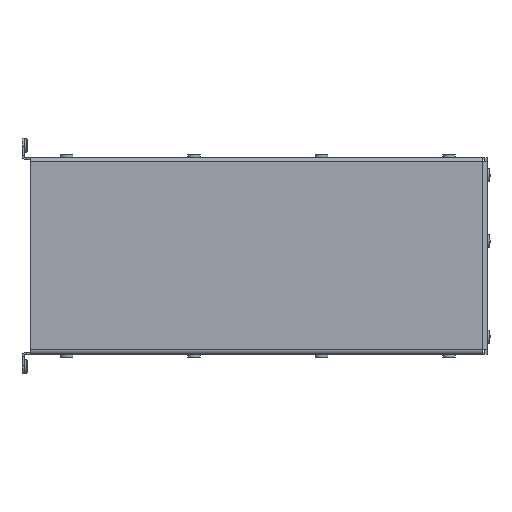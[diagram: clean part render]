
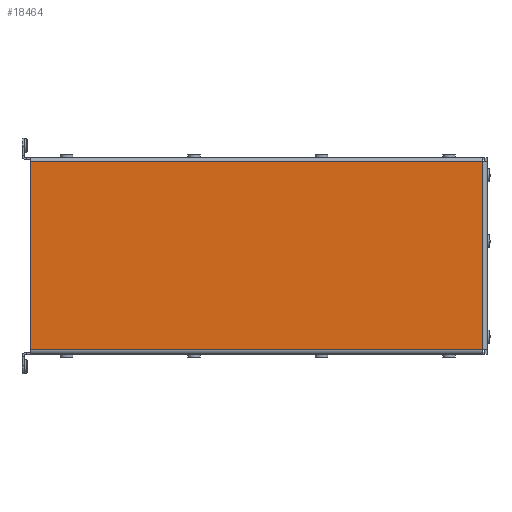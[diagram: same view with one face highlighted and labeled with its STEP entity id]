
A CAD part, top view. The second image highlights one B-rep face of the part: STEP entity #18464.
In plain terms, the highlighted planar face has unit normal (0, 0, 1).
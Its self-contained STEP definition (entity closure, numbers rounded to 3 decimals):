
#2431=FACE_OUTER_BOUND('',#3490,.T.);
#3490=EDGE_LOOP('',(#14900,#14901,#14902,#14903));
#5177=LINE('',#28845,#6706);
#5181=LINE('',#28860,#6710);
#5184=LINE('',#28873,#6713);
#5185=LINE('',#28875,#6714);
#6706=VECTOR('',#24002,10.);
#6710=VECTOR('',#24024,10.);
#6713=VECTOR('',#24043,10.);
#6714=VECTOR('',#24046,10.);
#8022=VERTEX_POINT('',#28792);
#8029=VERTEX_POINT('',#28811);
#8036=VERTEX_POINT('',#28853);
#8038=VERTEX_POINT('',#28866);
#10394=EDGE_CURVE('',#8029,#8022,#5177,.T.);
#10402=EDGE_CURVE('',#8036,#8029,#5181,.T.);
#10408=EDGE_CURVE('',#8022,#8038,#5184,.T.);
#10409=EDGE_CURVE('',#8038,#8036,#5185,.T.);
#14900=ORIENTED_EDGE('',*,*,#10394,.T.);
#14901=ORIENTED_EDGE('',*,*,#10408,.T.);
#14902=ORIENTED_EDGE('',*,*,#10409,.T.);
#14903=ORIENTED_EDGE('',*,*,#10402,.T.);
#16900=PLANE('',#19972);
#18464=ADVANCED_FACE('',(#2431),#16900,.T.);
#19972=AXIS2_PLACEMENT_3D('',#28874,#24044,#24045);
#24002=DIRECTION('',(0.,1.,0.));
#24024=DIRECTION('',(1.,0.,0.));
#24043=DIRECTION('',(-1.,0.,0.));
#24044=DIRECTION('center_axis',(0.,0.,1.));
#24045=DIRECTION('ref_axis',(1.,0.,0.));
#24046=DIRECTION('',(0.,-1.,0.));
#28792=CARTESIAN_POINT('',(210.8,88.7,40.));
#28811=CARTESIAN_POINT('',(210.8,0.2,40.));
#28845=CARTESIAN_POINT('',(210.8,66.575,40.));
#28853=CARTESIAN_POINT('',(-2.1,0.2,40.));
#28860=CARTESIAN_POINT('',(157.825,0.2,40.));
#28866=CARTESIAN_POINT('',(-2.1,88.7,40.));
#28873=CARTESIAN_POINT('',(51.375,88.7,40.));
#28874=CARTESIAN_POINT('Origin',(104.85,44.45,40.));
#28875=CARTESIAN_POINT('',(-2.1,89.7,40.));
